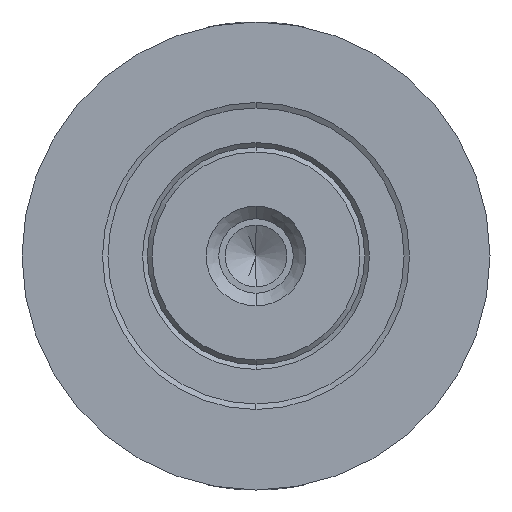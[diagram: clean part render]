
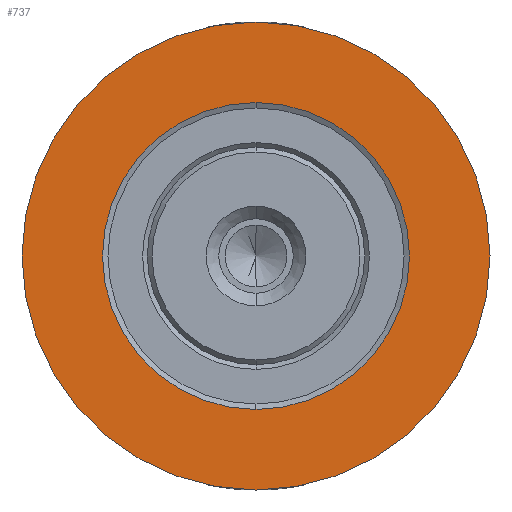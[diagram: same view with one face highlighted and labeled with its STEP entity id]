
A CAD part, front view. The second image highlights one B-rep face of the part: STEP entity #737.
In plain terms, the highlighted planar face has unit normal (0, -1, 0).
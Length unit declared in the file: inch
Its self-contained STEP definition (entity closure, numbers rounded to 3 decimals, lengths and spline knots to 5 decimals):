
#9 = AXIS2_PLACEMENT_3D ( 'NONE', #108, #301, #1541 ) ;
#108 = CARTESIAN_POINT ( 'NONE',  ( 0., -2.46063, 0. ) ) ;
#134 = AXIS2_PLACEMENT_3D ( 'NONE', #1910, #668, #2088 ) ;
#144 = DIRECTION ( 'NONE',  ( 0., 1., 0. ) ) ;
#193 = EDGE_LOOP ( 'NONE', ( #765, #379 ) ) ;
#205 = AXIS2_PLACEMENT_3D ( 'NONE', #1500, #443, #1683 ) ;
#244 = PLANE ( 'NONE',  #205 ) ;
#287 = CARTESIAN_POINT ( 'NONE',  ( 0., -2.46063, -0.743 ) ) ;
#301 = DIRECTION ( 'NONE',  ( 0., 1., 0. ) ) ;
#336 = DIRECTION ( 'NONE',  ( 0., 0., 1. ) ) ;
#379 = ORIENTED_EDGE ( 'NONE', *, *, #552, .F. ) ;
#438 = CARTESIAN_POINT ( 'NONE',  ( 0., -2.46063, -0.48732 ) ) ;
#443 = DIRECTION ( 'NONE',  ( 0., 1., 0. ) ) ;
#464 = EDGE_CURVE ( 'NONE', #2322, #1926, #2148, .T. ) ;
#476 = EDGE_CURVE ( 'NONE', #564, #1932, #784, .T. ) ;
#521 = FACE_BOUND ( 'NONE', #1223, .T. ) ;
#552 = EDGE_CURVE ( 'NONE', #1926, #2322, #1310, .T. ) ;
#564 = VERTEX_POINT ( 'NONE', #1107 ) ;
#668 = DIRECTION ( 'NONE',  ( 0., 1., 0. ) ) ;
#705 = CIRCLE ( 'NONE', #1816, 0.48732 ) ;
#737 = ADVANCED_FACE ( 'NONE', ( #521, #1461 ), #244, .F. ) ;
#744 = ORIENTED_EDGE ( 'NONE', *, *, #476, .T. ) ;
#765 = ORIENTED_EDGE ( 'NONE', *, *, #464, .F. ) ;
#784 = CIRCLE ( 'NONE', #134, 0.48732 ) ;
#1014 = DIRECTION ( 'NONE',  ( 0., 1., 0. ) ) ;
#1107 = CARTESIAN_POINT ( 'NONE',  ( 0., -2.46063, 0.48732 ) ) ;
#1206 = CARTESIAN_POINT ( 'NONE',  ( 0., -2.46063, 0. ) ) ;
#1223 = EDGE_LOOP ( 'NONE', ( #744, #2175 ) ) ;
#1310 = CIRCLE ( 'NONE', #1458, 0.743 ) ;
#1458 = AXIS2_PLACEMENT_3D ( 'NONE', #1206, #144, #336 ) ;
#1461 = FACE_OUTER_BOUND ( 'NONE', #193, .T. ) ;
#1500 = CARTESIAN_POINT ( 'NONE',  ( 0., -2.46063, 0. ) ) ;
#1541 = DIRECTION ( 'NONE',  ( 0., 0., 1. ) ) ;
#1683 = DIRECTION ( 'NONE',  ( 0., 0., 1. ) ) ;
#1816 = AXIS2_PLACEMENT_3D ( 'NONE', #2074, #1014, #2278 ) ;
#1910 = CARTESIAN_POINT ( 'NONE',  ( 0., -2.46063, 0. ) ) ;
#1926 = VERTEX_POINT ( 'NONE', #2215 ) ;
#1932 = VERTEX_POINT ( 'NONE', #438 ) ;
#1998 = EDGE_CURVE ( 'NONE', #1932, #564, #705, .T. ) ;
#2074 = CARTESIAN_POINT ( 'NONE',  ( 0., -2.46063, 0. ) ) ;
#2088 = DIRECTION ( 'NONE',  ( 0., 0., 1. ) ) ;
#2148 = CIRCLE ( 'NONE', #9, 0.743 ) ;
#2175 = ORIENTED_EDGE ( 'NONE', *, *, #1998, .T. ) ;
#2215 = CARTESIAN_POINT ( 'NONE',  ( 0., -2.46063, 0.743 ) ) ;
#2278 = DIRECTION ( 'NONE',  ( 0., 0., 1. ) ) ;
#2322 = VERTEX_POINT ( 'NONE', #287 ) ;
